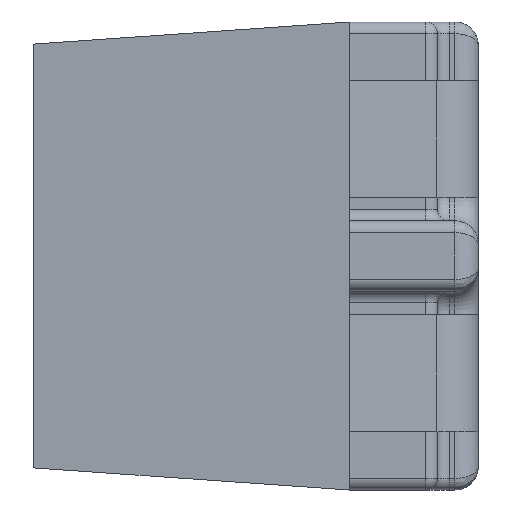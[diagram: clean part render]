
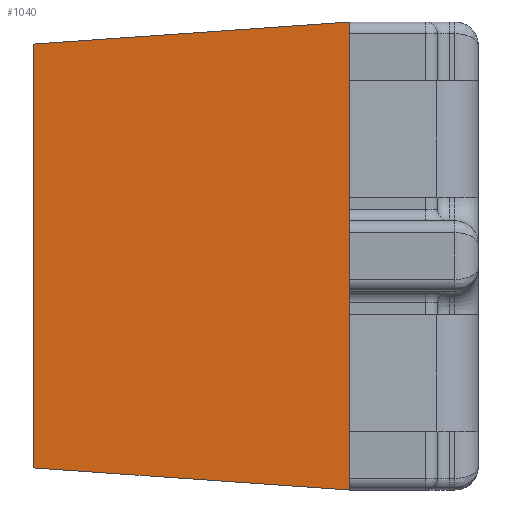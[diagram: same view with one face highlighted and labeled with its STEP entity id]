
A CAD part, left-side view. The second image highlights one B-rep face of the part: STEP entity #1040.
In plain terms, the highlighted planar face has unit normal (-0.998, 0.07, 0).
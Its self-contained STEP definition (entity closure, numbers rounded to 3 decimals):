
#196 = CARTESIAN_POINT ( 'NONE',  ( -1.09, 0.138, -0.99 ) ) ;
#386 = CARTESIAN_POINT ( 'NONE',  ( -1.1, 0., 1. ) ) ;
#390 = LINE ( 'NONE', #3983, #3193 ) ;
#447 = VERTEX_POINT ( 'NONE', #2356 ) ;
#597 = CARTESIAN_POINT ( 'NONE',  ( -1.006, 1.35, -0.906 ) ) ;
#789 = CARTESIAN_POINT ( 'NONE',  ( -1.089, 0.152, 0.989 ) ) ;
#899 = AXIS2_PLACEMENT_3D ( 'NONE', #386, #1146, #3387 ) ;
#1040 = ADVANCED_FACE ( 'NONE', ( #4898 ), #2655, .T. ) ;
#1146 = DIRECTION ( 'NONE',  ( -0.998, 0.07, 0. ) ) ;
#1340 = LINE ( 'NONE', #1600, #1446 ) ;
#1344 = EDGE_CURVE ( 'NONE', #4897, #447, #3372, .T. ) ;
#1446 = VECTOR ( 'NONE', #2789, 1000. ) ;
#1600 = CARTESIAN_POINT ( 'NONE',  ( -1.1, 0., 1. ) ) ;
#1964 = VECTOR ( 'NONE', #2484, 1000. ) ;
#2352 = EDGE_CURVE ( 'NONE', #4897, #4444, #390, .T. ) ;
#2356 = CARTESIAN_POINT ( 'NONE',  ( -1.1, 0., -1. ) ) ;
#2391 = CARTESIAN_POINT ( 'NONE',  ( -1.006, 1.35, 0.906 ) ) ;
#2484 = DIRECTION ( 'NONE',  ( -0.07, -0.995, -0.07 ) ) ;
#2630 = ORIENTED_EDGE ( 'NONE', *, *, #4857, .T. ) ;
#2655 = PLANE ( 'NONE',  #899 ) ;
#2789 = DIRECTION ( 'NONE',  ( 0., 0., 1. ) ) ;
#3193 = VECTOR ( 'NONE', #4773, 1000. ) ;
#3324 = ORIENTED_EDGE ( 'NONE', *, *, #1344, .T. ) ;
#3372 = LINE ( 'NONE', #196, #1964 ) ;
#3387 = DIRECTION ( 'NONE',  ( -0.07, -0.998, 0. ) ) ;
#3498 = DIRECTION ( 'NONE',  ( -0.07, -0.995, 0.07 ) ) ;
#3561 = LINE ( 'NONE', #789, #3847 ) ;
#3783 = EDGE_CURVE ( 'NONE', #4444, #4459, #3561, .T. ) ;
#3822 = ORIENTED_EDGE ( 'NONE', *, *, #3783, .F. ) ;
#3847 = VECTOR ( 'NONE', #3498, 1000. ) ;
#3983 = CARTESIAN_POINT ( 'NONE',  ( -1.006, 1.35, 1. ) ) ;
#4150 = ORIENTED_EDGE ( 'NONE', *, *, #2352, .F. ) ;
#4320 = EDGE_LOOP ( 'NONE', ( #2630, #3822, #4150, #3324 ) ) ;
#4400 = CARTESIAN_POINT ( 'NONE',  ( -1.1, 0., 1. ) ) ;
#4444 = VERTEX_POINT ( 'NONE', #2391 ) ;
#4459 = VERTEX_POINT ( 'NONE', #4400 ) ;
#4773 = DIRECTION ( 'NONE',  ( 0., 0., 1. ) ) ;
#4857 = EDGE_CURVE ( 'NONE', #447, #4459, #1340, .T. ) ;
#4897 = VERTEX_POINT ( 'NONE', #597 ) ;
#4898 = FACE_OUTER_BOUND ( 'NONE', #4320, .T. ) ;
